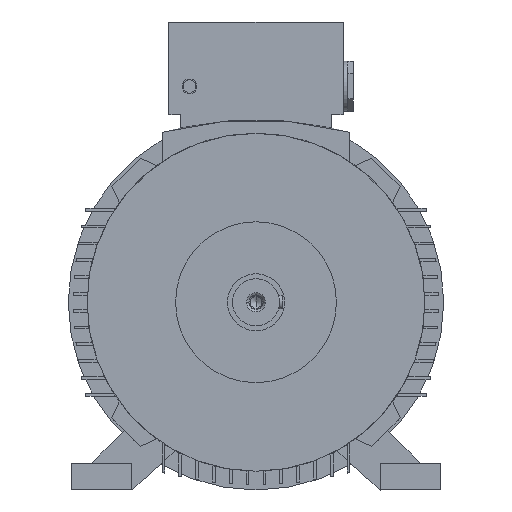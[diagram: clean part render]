
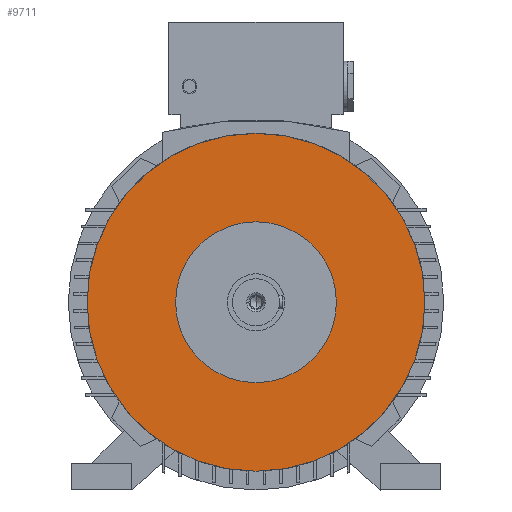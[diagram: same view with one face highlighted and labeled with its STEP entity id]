
A CAD part, front view. The second image highlights one B-rep face of the part: STEP entity #9711.
In plain terms, the highlighted planar face has unit normal (0, -1, 0).
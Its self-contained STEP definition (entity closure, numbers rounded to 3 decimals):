
#1044 = DIRECTION ( 'NONE',  ( 0., 0., 1. ) ) ;
#1045 = DIRECTION ( 'NONE',  ( 0., 1., 0. ) ) ;
#1051 = CARTESIAN_POINT ( 'NONE',  ( 0., 44.833, 0. ) ) ;
#1804 = EDGE_LOOP ( 'NONE', ( #10560, #10559 ) ) ;
#1807 = EDGE_LOOP ( 'NONE', ( #10558, #10557 ) ) ;
#3285 = PLANE ( 'NONE',  #8971 ) ;
#3286 = CARTESIAN_POINT ( 'NONE',  ( 186., 44.833, 0. ) ) ;
#3291 = DIRECTION ( 'NONE',  ( 0., -1., 0. ) ) ;
#3292 = DIRECTION ( 'NONE',  ( 0., 0., -1. ) ) ;
#3921 = EDGE_CURVE ( 'NONE', #5721, #5553, #6607, .T. ) ;
#4094 = EDGE_CURVE ( 'NONE', #5418, #5531, #6911, .T. ) ;
#4521 = EDGE_CURVE ( 'NONE', #5531, #5418, #6389, .T. ) ;
#4558 = EDGE_CURVE ( 'NONE', #5553, #5721, #6441, .T. ) ;
#4680 = AXIS2_PLACEMENT_3D ( 'NONE', #4879, #4874, #4873 ) ;
#4725 = AXIS2_PLACEMENT_3D ( 'NONE', #1051, #1045, #1044 ) ;
#4789 = CARTESIAN_POINT ( 'NONE',  ( 0., 44.833, 0. ) ) ;
#4792 = DIRECTION ( 'NONE',  ( 0., 0., 1. ) ) ;
#4800 = DIRECTION ( 'NONE',  ( 0., 1., 0. ) ) ;
#4873 = DIRECTION ( 'NONE',  ( 0., 0., 1. ) ) ;
#4874 = DIRECTION ( 'NONE',  ( 0., 1., 0. ) ) ;
#4879 = CARTESIAN_POINT ( 'NONE',  ( 0., 44.833, 0. ) ) ;
#5418 = VERTEX_POINT ( 'NONE', #7369 ) ;
#5531 = VERTEX_POINT ( 'NONE', #7482 ) ;
#5553 = VERTEX_POINT ( 'NONE', #7504 ) ;
#5721 = VERTEX_POINT ( 'NONE', #7672 ) ;
#6389 = CIRCLE ( 'NONE', #8633, 120. ) ;
#6441 = CIRCLE ( 'NONE', #8669, 252. ) ;
#6607 = CIRCLE ( 'NONE', #4680, 252. ) ;
#6911 = CIRCLE ( 'NONE', #4725, 120. ) ;
#7369 = CARTESIAN_POINT ( 'NONE',  ( 0., 44.833, -120. ) ) ;
#7482 = CARTESIAN_POINT ( 'NONE',  ( 0., 44.833, 120. ) ) ;
#7504 = CARTESIAN_POINT ( 'NONE',  ( 0., 44.833, 252. ) ) ;
#7672 = CARTESIAN_POINT ( 'NONE',  ( 0., 44.833, -252. ) ) ;
#8633 = AXIS2_PLACEMENT_3D ( 'NONE', #9417, #9392, #9389 ) ;
#8669 = AXIS2_PLACEMENT_3D ( 'NONE', #4789, #4800, #4792 ) ;
#8971 = AXIS2_PLACEMENT_3D ( 'NONE', #3286, #3291, #3292 ) ;
#9389 = DIRECTION ( 'NONE',  ( 0., 0., 1. ) ) ;
#9392 = DIRECTION ( 'NONE',  ( 0., 1., 0. ) ) ;
#9417 = CARTESIAN_POINT ( 'NONE',  ( 0., 44.833, 0. ) ) ;
#9711 = ADVANCED_FACE ( 'NONE', ( #10203, #10207 ), #3285, .T. ) ;
#10203 = FACE_OUTER_BOUND ( 'NONE', #1804, .T. ) ;
#10207 = FACE_BOUND ( 'NONE', #1807, .T. ) ;
#10557 = ORIENTED_EDGE ( 'NONE', *, *, #4094, .T. ) ;
#10558 = ORIENTED_EDGE ( 'NONE', *, *, #4521, .T. ) ;
#10559 = ORIENTED_EDGE ( 'NONE', *, *, #3921, .F. ) ;
#10560 = ORIENTED_EDGE ( 'NONE', *, *, #4558, .F. ) ;
